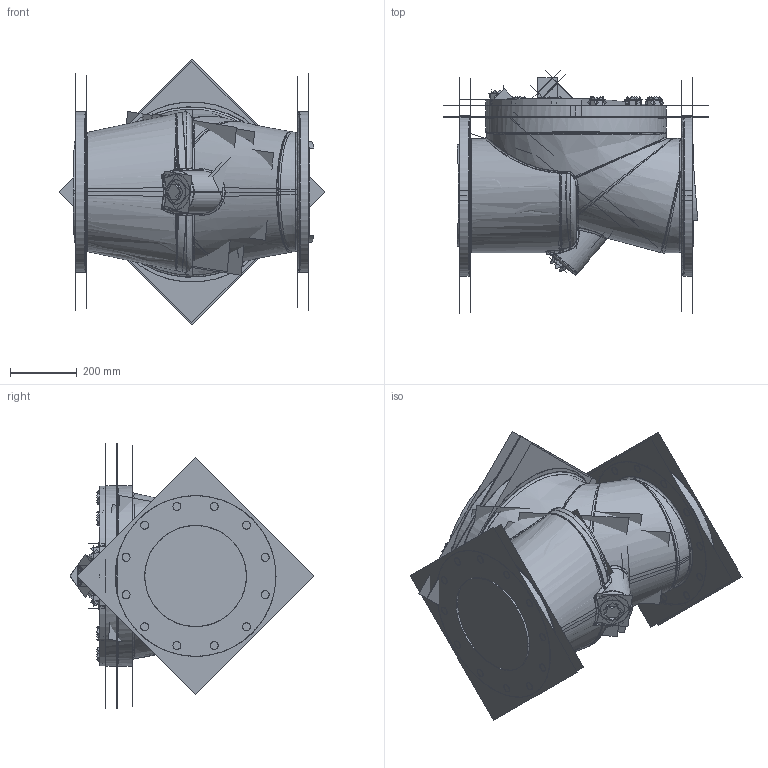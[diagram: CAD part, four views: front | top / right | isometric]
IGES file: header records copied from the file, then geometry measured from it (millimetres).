
Start section:  PTC IGES file: class_150-flex_check-12_inch_asm.igs
Global section: file name: class_150-flex_check-12_inch_asm.igs; native system: Creo Parametric by Parametric Technology Corporation; preprocessor: 2013050; author: HAPPY; organization: Unknown; date: 20170710.090549; units: inch
Bounding box: 796.31 x 731.4 x 796.31 mm (x, y, z)
Volume: 9027175 mm3; surface area: 16910198.9 mm2
Topology: 24 solids, 26 shells, 1937 faces, 9438 edges, 11604 vertices
Faces by surface type: revolution 986, bspline 951
